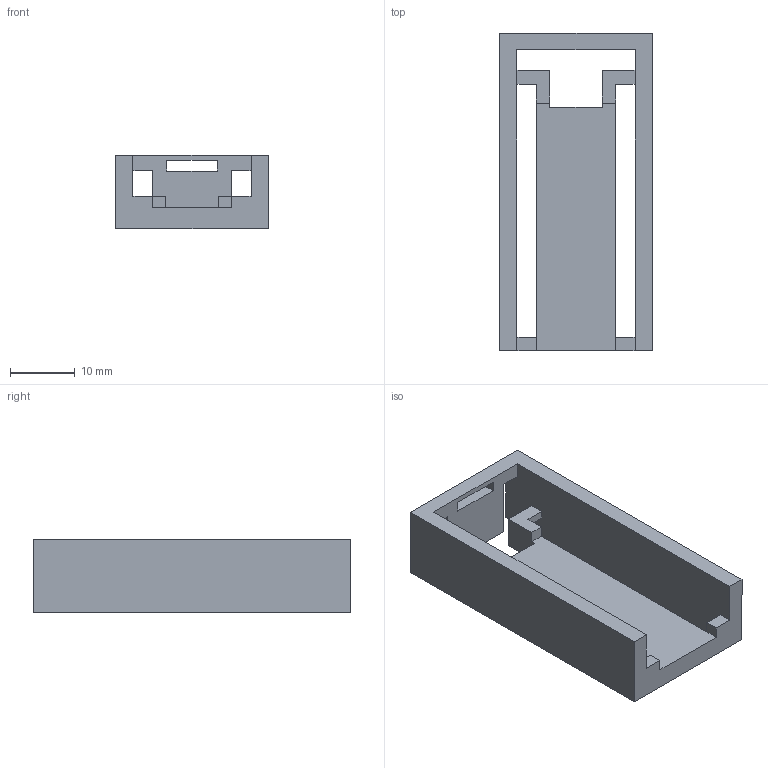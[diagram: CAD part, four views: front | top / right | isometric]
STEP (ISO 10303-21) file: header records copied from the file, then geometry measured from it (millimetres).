
FILE_DESCRIPTION(/* description */ (''),/* implementation_level */ '2;1');
FILE_NAME(/* name */ 'case.step',/* time_stamp */ '2023-07-25T09:37:12-07:00',/* author */ (''),/* organization */ (''),/* preprocessor_version */ 'ST-DEVELOPER v19.2',/* originating_system */ 'Autodesk Translation Framework v12.6.0.85',/* authorisation */ '');
FILE_SCHEMA (('AUTOMOTIVE_DESIGN { 1 0 10303 214 3 1 1 }'));
Length unit declared in the file: inch
Products named in the file (1): case
Bounding box: 23.62 x 49.12 x 11.4 mm (x, y, z)
Volume: 5064.1 mm3; surface area: 4862.4 mm2
Topology: 1 solids, 1 shells, 40 faces, 124 edges, 82 vertices
Faces by surface type: plane 40
Entity records: 1403 total; most frequent: ORIENTED_EDGE 248, CARTESIAN_POINT 247, DIRECTION 206, LINE 124, VECTOR 124, EDGE_CURVE 124, VERTEX_POINT 82, EDGE_LOOP 44
